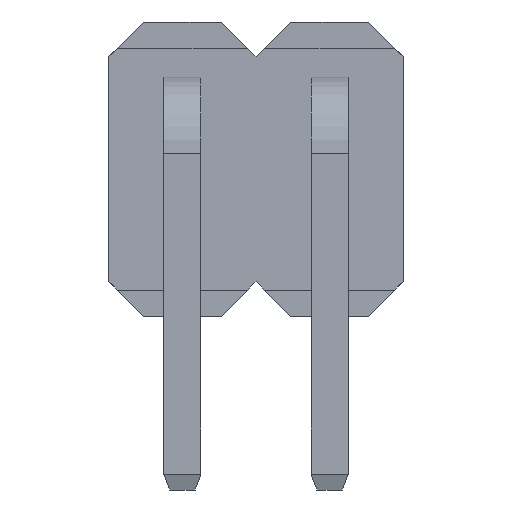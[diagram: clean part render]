
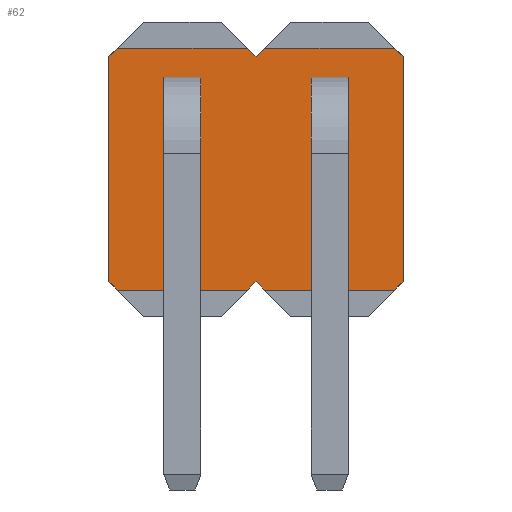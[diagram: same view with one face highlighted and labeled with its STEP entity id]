
A CAD part, front view. The second image highlights one B-rep face of the part: STEP entity #62.
In plain terms, the highlighted planar face has unit normal (0, -1, 0).
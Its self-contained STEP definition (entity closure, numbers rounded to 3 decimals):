
#62=ADVANCED_FACE('',(#1195,#1197,#1199,#1201,#1203),#1205,.T.);
#1195=FACE_BOUND('',#1196,.T.);
#1196=EDGE_LOOP('',(#2113,#2114,#2115,#2116,#2117,#2118,#2119,#2120,#2121,#2122,
#2123,#2124,#2125,#2126));
#1197=FACE_BOUND('',#1198,.T.);
#1198=EDGE_LOOP('',(#2127,#2128,#2129,#2130));
#1199=FACE_BOUND('',#1200,.T.);
#1200=EDGE_LOOP('',(#2131,#2132,#2133,#2134));
#1201=FACE_BOUND('',#1202,.T.);
#1202=EDGE_LOOP('',(#2135,#2136,#2137,#2138));
#1203=FACE_BOUND('',#1204,.T.);
#1204=EDGE_LOOP('',(#2139,#2140,#2141,#2142));
#1205=PLANE('',#1206);
#1206=AXIS2_PLACEMENT_3D('',#1207,#1208,#1209);
#1207=CARTESIAN_POINT('',(0.,2.38,0.));
#1208=DIRECTION('',(0.,-1.,-0.));
#1209=DIRECTION('',(1.,0.,0.));
#2113=ORIENTED_EDGE('',*,*,#2733,.F.);
#2114=ORIENTED_EDGE('',*,*,#2734,.T.);
#2115=ORIENTED_EDGE('',*,*,#2735,.F.);
#2116=ORIENTED_EDGE('',*,*,#2736,.F.);
#2117=ORIENTED_EDGE('',*,*,#2737,.F.);
#2118=ORIENTED_EDGE('',*,*,#2738,.T.);
#2119=ORIENTED_EDGE('',*,*,#2739,.F.);
#2120=ORIENTED_EDGE('',*,*,#2740,.F.);
#2121=ORIENTED_EDGE('',*,*,#2741,.T.);
#2122=ORIENTED_EDGE('',*,*,#2742,.F.);
#2123=ORIENTED_EDGE('',*,*,#2743,.F.);
#2124=ORIENTED_EDGE('',*,*,#2744,.F.);
#2125=ORIENTED_EDGE('',*,*,#2745,.T.);
#2126=ORIENTED_EDGE('',*,*,#2746,.F.);
#2127=ORIENTED_EDGE('',*,*,#2747,.F.);
#2128=ORIENTED_EDGE('',*,*,#2748,.F.);
#2129=ORIENTED_EDGE('',*,*,#2749,.F.);
#2130=ORIENTED_EDGE('',*,*,#2750,.F.);
#2131=ORIENTED_EDGE('',*,*,#2751,.F.);
#2132=ORIENTED_EDGE('',*,*,#2752,.F.);
#2133=ORIENTED_EDGE('',*,*,#2753,.F.);
#2134=ORIENTED_EDGE('',*,*,#2754,.F.);
#2135=ORIENTED_EDGE('',*,*,#2755,.F.);
#2136=ORIENTED_EDGE('',*,*,#2756,.F.);
#2137=ORIENTED_EDGE('',*,*,#2757,.F.);
#2138=ORIENTED_EDGE('',*,*,#2758,.F.);
#2139=ORIENTED_EDGE('',*,*,#2759,.F.);
#2140=ORIENTED_EDGE('',*,*,#2760,.F.);
#2141=ORIENTED_EDGE('',*,*,#2761,.F.);
#2142=ORIENTED_EDGE('',*,*,#2762,.F.);
#2733=EDGE_CURVE('',#3085,#3086,#3087,.T.);
#2734=EDGE_CURVE('',#3085,#3088,#3089,.T.);
#2735=EDGE_CURVE('',#3090,#3088,#3091,.T.);
#2736=EDGE_CURVE('',#3092,#3090,#3093,.T.);
#2737=EDGE_CURVE('',#3094,#3092,#3095,.T.);
#2738=EDGE_CURVE('',#3094,#3096,#3097,.T.);
#2739=EDGE_CURVE('',#3098,#3096,#3099,.T.);
#2740=EDGE_CURVE('',#3100,#3098,#3101,.T.);
#2741=EDGE_CURVE('',#3100,#3102,#3103,.T.);
#2742=EDGE_CURVE('',#3104,#3102,#3105,.T.);
#2743=EDGE_CURVE('',#3106,#3104,#3107,.T.);
#2744=EDGE_CURVE('',#3108,#3106,#3109,.T.);
#2745=EDGE_CURVE('',#3108,#3110,#3111,.T.);
#2746=EDGE_CURVE('',#3086,#3110,#3112,.T.);
#2747=EDGE_CURVE('',#3113,#3114,#3115,.T.);
#2748=EDGE_CURVE('',#3116,#3113,#3117,.T.);
#2749=EDGE_CURVE('',#3118,#3116,#3119,.T.);
#2750=EDGE_CURVE('',#3114,#3118,#3120,.T.);
#2751=EDGE_CURVE('',#3121,#3122,#3123,.T.);
#2752=EDGE_CURVE('',#3124,#3121,#3125,.T.);
#2753=EDGE_CURVE('',#3126,#3124,#3127,.T.);
#2754=EDGE_CURVE('',#3122,#3126,#3128,.T.);
#2755=EDGE_CURVE('',#3129,#3130,#3131,.T.);
#2756=EDGE_CURVE('',#3132,#3129,#3133,.T.);
#2757=EDGE_CURVE('',#3134,#3132,#3135,.T.);
#2758=EDGE_CURVE('',#3130,#3134,#3136,.T.);
#2759=EDGE_CURVE('',#3137,#3138,#3139,.T.);
#2760=EDGE_CURVE('',#3140,#3137,#3141,.T.);
#2761=EDGE_CURVE('',#3142,#3140,#3143,.T.);
#2762=EDGE_CURVE('',#3138,#3142,#3144,.T.);
#3085=VERTEX_POINT('',#3675);
#3086=VERTEX_POINT('',#3676);
#3087=LINE('',#3677,#3678);
#3088=VERTEX_POINT('',#3680);
#3089=LINE('',#3681,#3682);
#3090=VERTEX_POINT('',#3684);
#3091=LINE('',#3685,#3686);
#3092=VERTEX_POINT('',#3688);
#3093=LINE('',#3689,#3690);
#3094=VERTEX_POINT('',#3692);
#3095=LINE('',#3693,#3694);
#3096=VERTEX_POINT('',#3696);
#3097=LINE('',#3697,#3698);
#3098=VERTEX_POINT('',#3700);
#3099=LINE('',#3701,#3702);
#3100=VERTEX_POINT('',#3704);
#3101=LINE('',#3705,#3706);
#3102=VERTEX_POINT('',#3708);
#3103=LINE('',#3709,#3710);
#3104=VERTEX_POINT('',#3712);
#3105=LINE('',#3713,#3714);
#3106=VERTEX_POINT('',#3716);
#3107=LINE('',#3717,#3718);
#3108=VERTEX_POINT('',#3720);
#3109=LINE('',#3721,#3722);
#3110=VERTEX_POINT('',#3724);
#3111=LINE('',#3725,#3726);
#3112=LINE('',#3728,#3729);
#3113=VERTEX_POINT('',#3731);
#3114=VERTEX_POINT('',#3732);
#3115=LINE('',#3733,#3734);
#3116=VERTEX_POINT('',#3736);
#3117=LINE('',#3737,#3738);
#3118=VERTEX_POINT('',#3740);
#3119=LINE('',#3741,#3742);
#3120=LINE('',#3744,#3745);
#3121=VERTEX_POINT('',#3747);
#3122=VERTEX_POINT('',#3748);
#3123=LINE('',#3749,#3750);
#3124=VERTEX_POINT('',#3752);
#3125=LINE('',#3753,#3754);
#3126=VERTEX_POINT('',#3756);
#3127=LINE('',#3757,#3758);
#3128=LINE('',#3760,#3761);
#3129=VERTEX_POINT('',#3763);
#3130=VERTEX_POINT('',#3764);
#3131=LINE('',#3765,#3766);
#3132=VERTEX_POINT('',#3768);
#3133=LINE('',#3769,#3770);
#3134=VERTEX_POINT('',#3772);
#3135=LINE('',#3773,#3774);
#3136=LINE('',#3776,#3777);
#3137=VERTEX_POINT('',#3779);
#3138=VERTEX_POINT('',#3780);
#3139=LINE('',#3781,#3782);
#3140=VERTEX_POINT('',#3784);
#3141=LINE('',#3785,#3786);
#3142=VERTEX_POINT('',#3788);
#3143=LINE('',#3789,#3790);
#3144=LINE('',#3792,#3793);
#3675=CARTESIAN_POINT('',(1.12,2.38,4.63));
#3676=CARTESIAN_POINT('',(1.27,2.38,4.48));
#3677=CARTESIAN_POINT('',(1.12,2.38,4.63));
#3678=VECTOR('',#3679,1.);
#3679=DIRECTION('',(0.707,0.,-0.707));
#3680=CARTESIAN_POINT('',(-1.12,2.38,4.63));
#3681=CARTESIAN_POINT('',(1.12,2.38,4.63));
#3682=VECTOR('',#3683,1.);
#3683=DIRECTION('',(-1.,0.,0.));
#3684=CARTESIAN_POINT('',(-1.27,2.38,4.48));
#3685=CARTESIAN_POINT('',(-1.27,2.38,4.48));
#3686=VECTOR('',#3687,1.);
#3687=DIRECTION('',(0.707,0.,0.707));
#3688=CARTESIAN_POINT('',(-1.27,2.38,0.6));
#3689=CARTESIAN_POINT('',(-1.27,2.38,0.6));
#3690=VECTOR('',#3691,1.);
#3691=DIRECTION('',(0.,0.,1.));
#3692=CARTESIAN_POINT('',(-1.12,2.38,0.45));
#3693=CARTESIAN_POINT('',(-1.12,2.38,0.45));
#3694=VECTOR('',#3695,1.);
#3695=DIRECTION('',(-0.707,0.,0.707));
#3696=CARTESIAN_POINT('',(1.12,2.38,0.45));
#3697=CARTESIAN_POINT('',(-1.12,2.38,0.45));
#3698=VECTOR('',#3699,1.);
#3699=DIRECTION('',(1.,0.,0.));
#3700=CARTESIAN_POINT('',(1.27,2.38,0.6));
#3701=CARTESIAN_POINT('',(1.27,2.38,0.6));
#3702=VECTOR('',#3703,1.);
#3703=DIRECTION('',(-0.707,0.,-0.707));
#3704=CARTESIAN_POINT('',(1.42,2.38,0.45));
#3705=CARTESIAN_POINT('',(1.42,2.38,0.45));
#3706=VECTOR('',#3707,1.);
#3707=DIRECTION('',(-0.707,0.,0.707));
#3708=CARTESIAN_POINT('',(3.66,2.38,0.45));
#3709=CARTESIAN_POINT('',(1.42,2.38,0.45));
#3710=VECTOR('',#3711,1.);
#3711=DIRECTION('',(1.,0.,0.));
#3712=CARTESIAN_POINT('',(3.81,2.38,0.6));
#3713=CARTESIAN_POINT('',(3.81,2.38,0.6));
#3714=VECTOR('',#3715,1.);
#3715=DIRECTION('',(-0.707,0.,-0.707));
#3716=CARTESIAN_POINT('',(3.81,2.38,4.48));
#3717=CARTESIAN_POINT('',(3.81,2.38,4.48));
#3718=VECTOR('',#3719,1.);
#3719=DIRECTION('',(0.,0.,-1.));
#3720=CARTESIAN_POINT('',(3.66,2.38,4.63));
#3721=CARTESIAN_POINT('',(3.66,2.38,4.63));
#3722=VECTOR('',#3723,1.);
#3723=DIRECTION('',(0.707,0.,-0.707));
#3724=CARTESIAN_POINT('',(1.42,2.38,4.63));
#3725=CARTESIAN_POINT('',(3.66,2.38,4.63));
#3726=VECTOR('',#3727,1.);
#3727=DIRECTION('',(-1.,0.,0.));
#3728=CARTESIAN_POINT('',(1.27,2.38,4.48));
#3729=VECTOR('',#3730,1.);
#3730=DIRECTION('',(0.707,0.,0.707));
#3731=CARTESIAN_POINT('',(2.86,2.38,3.49));
#3732=CARTESIAN_POINT('',(2.86,2.38,4.13));
#3733=CARTESIAN_POINT('',(2.86,2.38,3.49));
#3734=VECTOR('',#3735,1.);
#3735=DIRECTION('',(0.,0.,1.));
#3736=CARTESIAN_POINT('',(2.22,2.38,3.49));
#3737=CARTESIAN_POINT('',(2.22,2.38,3.49));
#3738=VECTOR('',#3739,1.);
#3739=DIRECTION('',(1.,0.,0.));
#3740=CARTESIAN_POINT('',(2.22,2.38,4.13));
#3741=CARTESIAN_POINT('',(2.22,2.38,4.13));
#3742=VECTOR('',#3743,1.);
#3743=DIRECTION('',(0.,0.,-1.));
#3744=CARTESIAN_POINT('',(2.86,2.38,4.13));
#3745=VECTOR('',#3746,1.);
#3746=DIRECTION('',(-1.,0.,0.));
#3747=CARTESIAN_POINT('',(-0.32,2.38,1.59));
#3748=CARTESIAN_POINT('',(-0.32,2.38,0.95));
#3749=CARTESIAN_POINT('',(-0.32,2.38,1.59));
#3750=VECTOR('',#3751,1.);
#3751=DIRECTION('',(0.,0.,-1.));
#3752=CARTESIAN_POINT('',(0.32,2.38,1.59));
#3753=CARTESIAN_POINT('',(0.32,2.38,1.59));
#3754=VECTOR('',#3755,1.);
#3755=DIRECTION('',(-1.,0.,0.));
#3756=CARTESIAN_POINT('',(0.32,2.38,0.95));
#3757=CARTESIAN_POINT('',(0.32,2.38,0.95));
#3758=VECTOR('',#3759,1.);
#3759=DIRECTION('',(0.,0.,1.));
#3760=CARTESIAN_POINT('',(-0.32,2.38,0.95));
#3761=VECTOR('',#3762,1.);
#3762=DIRECTION('',(1.,0.,0.));
#3763=CARTESIAN_POINT('',(0.32,2.38,3.49));
#3764=CARTESIAN_POINT('',(0.32,2.38,4.13));
#3765=CARTESIAN_POINT('',(0.32,2.38,3.49));
#3766=VECTOR('',#3767,1.);
#3767=DIRECTION('',(0.,0.,1.));
#3768=CARTESIAN_POINT('',(-0.32,2.38,3.49));
#3769=CARTESIAN_POINT('',(-0.32,2.38,3.49));
#3770=VECTOR('',#3771,1.);
#3771=DIRECTION('',(1.,0.,0.));
#3772=CARTESIAN_POINT('',(-0.32,2.38,4.13));
#3773=CARTESIAN_POINT('',(-0.32,2.38,4.13));
#3774=VECTOR('',#3775,1.);
#3775=DIRECTION('',(0.,0.,-1.));
#3776=CARTESIAN_POINT('',(0.32,2.38,4.13));
#3777=VECTOR('',#3778,1.);
#3778=DIRECTION('',(-1.,0.,0.));
#3779=CARTESIAN_POINT('',(2.22,2.38,1.59));
#3780=CARTESIAN_POINT('',(2.22,2.38,0.95));
#3781=CARTESIAN_POINT('',(2.22,2.38,1.59));
#3782=VECTOR('',#3783,1.);
#3783=DIRECTION('',(0.,0.,-1.));
#3784=CARTESIAN_POINT('',(2.86,2.38,1.59));
#3785=CARTESIAN_POINT('',(2.86,2.38,1.59));
#3786=VECTOR('',#3787,1.);
#3787=DIRECTION('',(-1.,0.,0.));
#3788=CARTESIAN_POINT('',(2.86,2.38,0.95));
#3789=CARTESIAN_POINT('',(2.86,2.38,0.95));
#3790=VECTOR('',#3791,1.);
#3791=DIRECTION('',(0.,0.,1.));
#3792=CARTESIAN_POINT('',(2.22,2.38,0.95));
#3793=VECTOR('',#3794,1.);
#3794=DIRECTION('',(1.,0.,0.));
